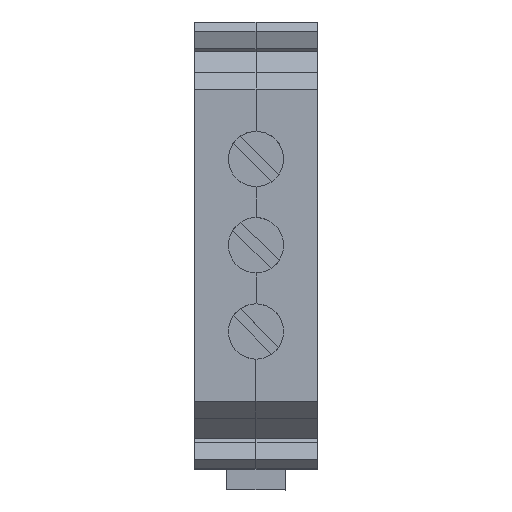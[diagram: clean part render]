
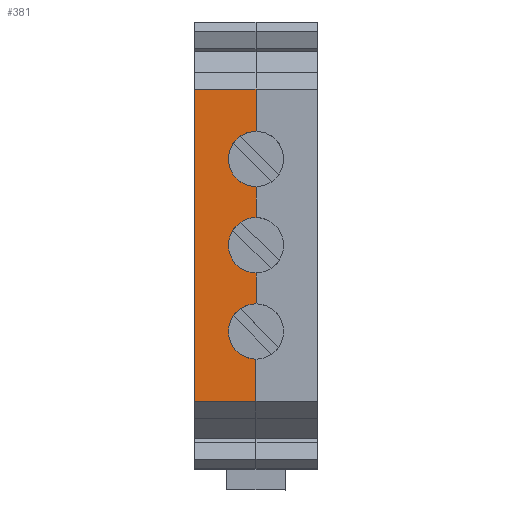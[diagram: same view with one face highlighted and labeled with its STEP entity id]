
A CAD part, top view. The second image highlights one B-rep face of the part: STEP entity #381.
In plain terms, the highlighted planar face has unit normal (0, 0, 1).
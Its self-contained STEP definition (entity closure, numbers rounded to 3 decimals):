
#381=ADVANCED_FACE('',(#976),#977,.F.);
#976=FACE_OUTER_BOUND('',#1782,.T.);
#977=PLANE('',#1783);
#1782=EDGE_LOOP('',(#3181,#3182,#3183,#3184,#3185,#3186,#3187,#3188,#3189,#3190));
#1783=AXIS2_PLACEMENT_3D('',#3191,#3192,#3193);
#3181=ORIENTED_EDGE('',*,*,#5528,.T.);
#3182=ORIENTED_EDGE('',*,*,#5316,.F.);
#3183=ORIENTED_EDGE('',*,*,#5525,.F.);
#3184=ORIENTED_EDGE('',*,*,#5529,.F.);
#3185=ORIENTED_EDGE('',*,*,#5530,.F.);
#3186=ORIENTED_EDGE('',*,*,#5531,.F.);
#3187=ORIENTED_EDGE('',*,*,#5532,.F.);
#3188=ORIENTED_EDGE('',*,*,#5533,.F.);
#3189=ORIENTED_EDGE('',*,*,#5534,.F.);
#3190=ORIENTED_EDGE('',*,*,#5535,.F.);
#3191=CARTESIAN_POINT('',(15.,10.8,48.6));
#3192=DIRECTION('',(0.,-0.0,-1.0));
#3193=DIRECTION('',(0.0,-1.0,0.0));
#5316=EDGE_CURVE('',#6359,#6361,#6362,.T.);
#5525=EDGE_CURVE('',#6691,#6359,#6692,.T.);
#5528=EDGE_CURVE('',#6552,#6361,#6695,.T.);
#5529=EDGE_CURVE('',#6696,#6691,#6697,.T.);
#5530=EDGE_CURVE('',#6698,#6696,#6699,.T.);
#5531=EDGE_CURVE('',#6700,#6698,#6701,.T.);
#5532=EDGE_CURVE('',#6702,#6700,#6703,.T.);
#5533=EDGE_CURVE('',#6704,#6702,#6705,.T.);
#5534=EDGE_CURVE('',#6706,#6704,#6707,.T.);
#5535=EDGE_CURVE('',#6552,#6706,#6708,.T.);
#6359=VERTEX_POINT('',#7901);
#6361=VERTEX_POINT('',#7904);
#6362=LINE('',#7905,#7906);
#6552=VERTEX_POINT('',#8189);
#6691=VERTEX_POINT('',#8399);
#6692=LINE('',#8400,#8401);
#6695=LINE('',#8405,#8406);
#6696=VERTEX_POINT('',#8407);
#6697=LINE('',#8408,#8409);
#6698=VERTEX_POINT('',#8410);
#6699=CIRCLE('',#8411,3.4);
#6700=VERTEX_POINT('',#8412);
#6701=LINE('',#8413,#8414);
#6702=VERTEX_POINT('',#8415);
#6703=CIRCLE('',#8416,3.4);
#6704=VERTEX_POINT('',#8417);
#6705=LINE('',#8418,#8419);
#6706=VERTEX_POINT('',#8420);
#6707=CIRCLE('',#8421,3.4);
#6708=LINE('',#8422,#8423);
#7901=CARTESIAN_POINT('',(0.,10.8,48.6));
#7904=CARTESIAN_POINT('',(0.,49.2,48.6));
#7905=CARTESIAN_POINT('',(0.,-32.047,48.6));
#7906=VECTOR('',#10515,1.0);
#8189=CARTESIAN_POINT('',(7.5,49.2,48.6));
#8399=CARTESIAN_POINT('',(7.5,10.8,48.6));
#8400=CARTESIAN_POINT('',(7.5,10.8,48.6));
#8401=VECTOR('',#10680,1.0);
#8405=CARTESIAN_POINT('',(7.5,49.2,48.6));
#8406=VECTOR('',#10682,1.0);
#8407=CARTESIAN_POINT('',(7.5,16.,48.6));
#8408=CARTESIAN_POINT('',(7.5,-32.047,48.6));
#8409=VECTOR('',#10683,1.0);
#8410=CARTESIAN_POINT('',(7.5,22.8,48.6));
#8411=AXIS2_PLACEMENT_3D('',#10684,#10685,#10686);
#8412=CARTESIAN_POINT('',(7.5,26.6,48.6));
#8413=CARTESIAN_POINT('',(7.5,-32.047,48.6));
#8414=VECTOR('',#10687,1.0);
#8415=CARTESIAN_POINT('',(7.5,33.4,48.6));
#8416=AXIS2_PLACEMENT_3D('',#10688,#10689,#10690);
#8417=CARTESIAN_POINT('',(7.5,37.2,48.6));
#8418=CARTESIAN_POINT('',(7.5,-32.047,48.6));
#8419=VECTOR('',#10691,1.0);
#8420=CARTESIAN_POINT('',(7.5,44.,48.6));
#8421=AXIS2_PLACEMENT_3D('',#10692,#10693,#10694);
#8422=CARTESIAN_POINT('',(7.5,-32.047,48.6));
#8423=VECTOR('',#10695,1.0);
#10515=DIRECTION('',(0.0,1.0,0.0));
#10680=DIRECTION('',(-1.0,0.0,0.));
#10682=DIRECTION('',(-1.0,0.0,0.));
#10683=DIRECTION('',(0.,-1.0,0.));
#10684=CARTESIAN_POINT('',(7.5,19.4,48.6));
#10685=DIRECTION('',(0.,-0.0,1.0));
#10686=DIRECTION('',(0.0,1.0,0.0));
#10687=DIRECTION('',(0.,-1.0,0.));
#10688=CARTESIAN_POINT('',(7.5,30.,48.6));
#10689=DIRECTION('',(0.,-0.0,1.0));
#10690=DIRECTION('',(0.0,1.0,0.0));
#10691=DIRECTION('',(0.,-1.0,0.));
#10692=CARTESIAN_POINT('',(7.5,40.6,48.6));
#10693=DIRECTION('',(0.,-0.0,1.0));
#10694=DIRECTION('',(0.0,1.0,0.0));
#10695=DIRECTION('',(0.,-1.0,0.));
